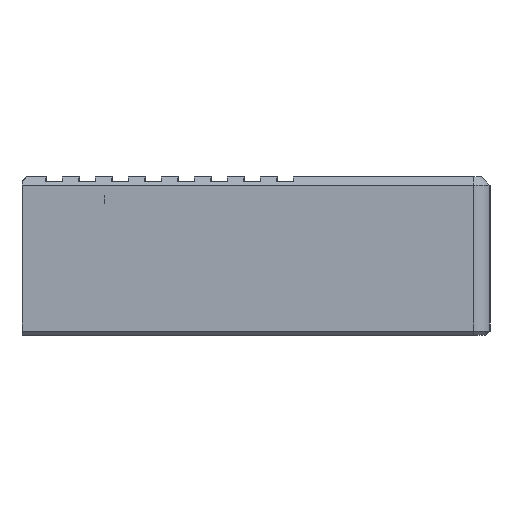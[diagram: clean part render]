
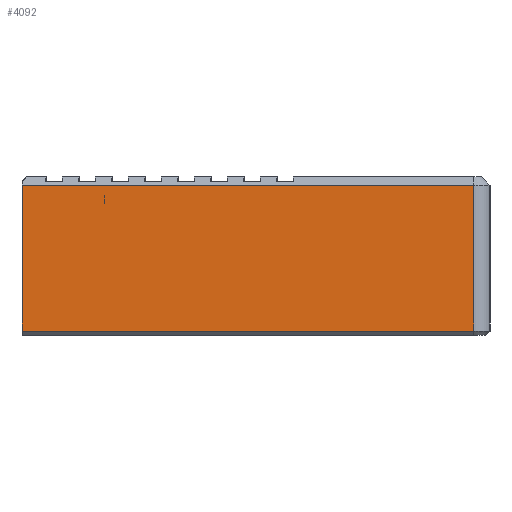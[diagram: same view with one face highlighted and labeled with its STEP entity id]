
A CAD part, left-side view. The second image highlights one B-rep face of the part: STEP entity #4092.
In plain terms, the highlighted planar face has unit normal (-1, 0, 0).
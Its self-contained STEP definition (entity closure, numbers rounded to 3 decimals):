
#978=CARTESIAN_POINT('',(-151.22,-54.744,25.3));
#979=VERTEX_POINT('',#978);
#1258=CARTESIAN_POINT('',(-151.22,0.,25.3));
#1259=VERTEX_POINT('',#1258);
#1266=CARTESIAN_POINT('',(-151.22,-54.744,25.3));
#1267=DIRECTION('',(0.,1.,0.));
#1268=VECTOR('',#1267,54.744);
#1269=LINE('',#1266,#1268);
#1270=EDGE_CURVE('',#979,#1259,#1269,.T.);
#2032=CARTESIAN_POINT('',(-151.22,0.,7.6));
#2033=VERTEX_POINT('',#2032);
#2034=CARTESIAN_POINT('',(-151.22,0.,7.6));
#2035=DIRECTION('',(0.,0.,1.));
#2036=VECTOR('',#2035,17.7);
#2037=LINE('',#2034,#2036);
#2038=EDGE_CURVE('',#2033,#1259,#2037,.T.);
#3833=CARTESIAN_POINT('',(-151.22,-54.744,7.6));
#3834=VERTEX_POINT('',#3833);
#3835=CARTESIAN_POINT('',(-151.22,-54.744,7.6));
#3836=DIRECTION('',(-0.,-0.,1.));
#3837=VECTOR('',#3836,17.7);
#3838=LINE('',#3835,#3837);
#3839=EDGE_CURVE('',#3834,#979,#3838,.T.);
#4064=CARTESIAN_POINT('',(-151.22,0.,7.6));
#4065=DIRECTION('',(0.,-1.,0.));
#4066=VECTOR('',#4065,54.744);
#4067=LINE('',#4064,#4066);
#4068=EDGE_CURVE('',#2033,#3834,#4067,.T.);
#4081=CARTESIAN_POINT('',(-151.22,30.872,19.));
#4082=DIRECTION('',(1.,0.,0.));
#4083=DIRECTION('',(0.,0.,-1.));
#4084=AXIS2_PLACEMENT_3D('',#4081,#4082,#4083);
#4085=PLANE('',#4084);
#4086=ORIENTED_EDGE('',*,*,#2038,.F.);
#4087=ORIENTED_EDGE('',*,*,#4068,.T.);
#4088=ORIENTED_EDGE('',*,*,#3839,.T.);
#4089=ORIENTED_EDGE('',*,*,#1270,.T.);
#4090=EDGE_LOOP('',(#4086,#4087,#4088,#4089));
#4091=FACE_BOUND('',#4090,.T.);
#4092=ADVANCED_FACE('',(#4091),#4085,.F.);
